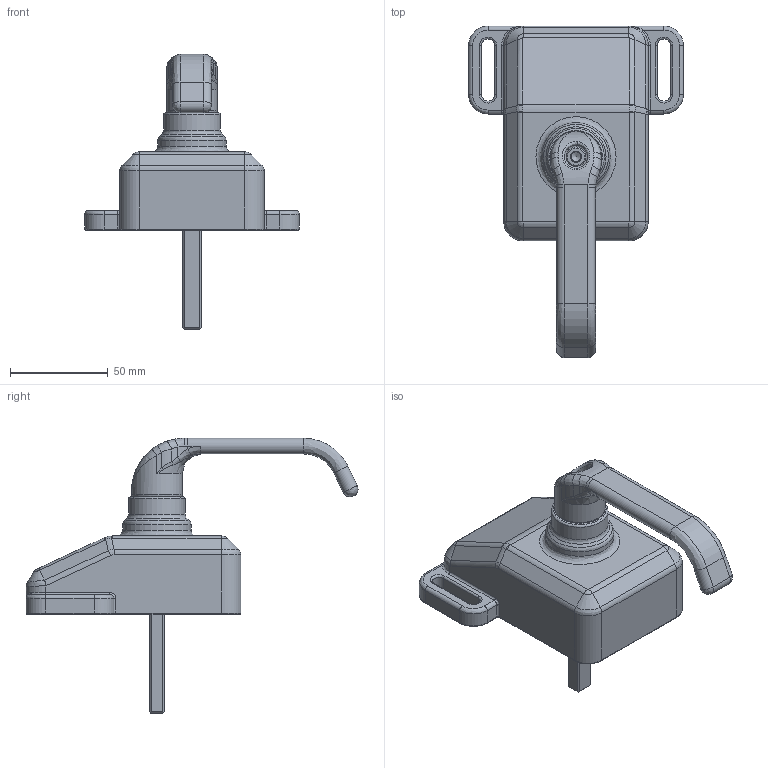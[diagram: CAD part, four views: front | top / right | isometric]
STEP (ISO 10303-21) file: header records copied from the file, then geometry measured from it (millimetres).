
FILE_DESCRIPTION (( 'STEP AP214' ), '1' );
FILE_NAME ('UGB-527005-R.STEP', '2024-06-13T13:55:42', ( '' ), ( '' ), 'SwSTEP 2.0', 'SolidWorks 2023', '' );
FILE_SCHEMA (( 'AUTOMOTIVE_DESIGN' ));
Length unit declared in the file: inch
Products named in the file (1): UGB-527005-R
Bounding box: 110 x 169.99 x 141 mm (x, y, z)
Volume: 147419 mm3; surface area: 81777.6 mm2
Topology: 10 solids, 10 shells, 783 faces, 1836 edges, 1054 vertices
Faces by surface type: cylinder 291, bspline 233, plane 219, cone 40
Full cylindrical faces by diameter (mm): 4.2 x4, 4.4 x4, 5 x4, 5.5 x4, 6 x1, 6.6 x1, 6.8 x1, 8.5 x4, 9.8 x1, 10 x1, 12 x1, 20 x1, 21 x1, 22.4 x1, 25 x1, 26 x1, 29 x2, 35 x1
Entity records: 29391 total; most frequent: CARTESIAN_POINT 13407, ORIENTED_EDGE 3382, DIRECTION 3091, EDGE_CURVE 1691, AXIS2_PLACEMENT_3D 1173, VERTEX_POINT 1027, EDGE_LOOP 902, FACE_OUTER_BOUND 830
